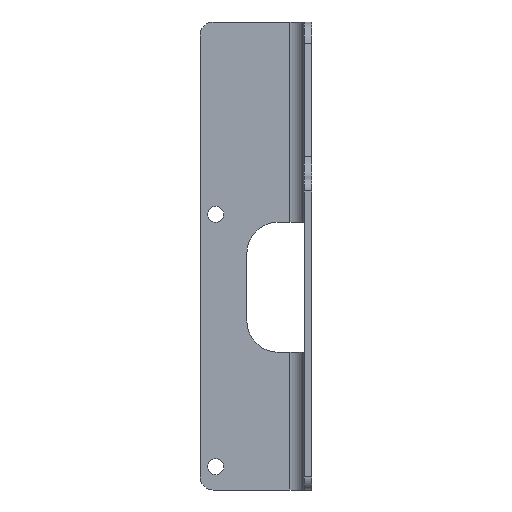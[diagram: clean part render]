
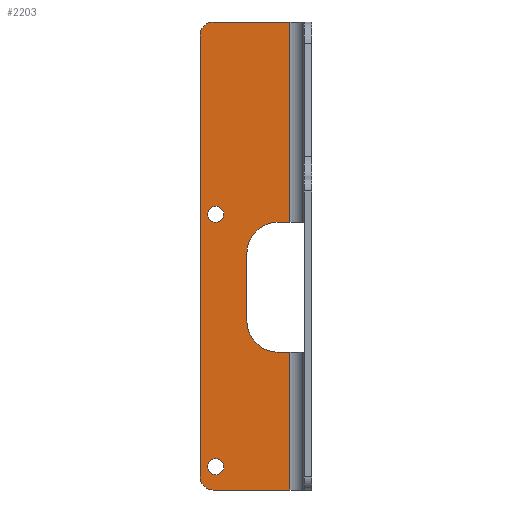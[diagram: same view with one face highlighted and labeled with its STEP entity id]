
A CAD part, front view. The second image highlights one B-rep face of the part: STEP entity #2203.
In plain terms, the highlighted planar face has unit normal (0, -1, 0).
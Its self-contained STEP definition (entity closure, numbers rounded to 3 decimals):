
#10 = AXIS2_PLACEMENT_3D ( 'NONE', #1866, #479, #1520 ) ;
#16 = CIRCLE ( 'NONE', #1500, 12. ) ;
#45 = LINE ( 'NONE', #1671, #729 ) ;
#77 = ORIENTED_EDGE ( 'NONE', *, *, #1223, .F. ) ;
#102 = ORIENTED_EDGE ( 'NONE', *, *, #543, .T. ) ;
#123 = CARTESIAN_POINT ( 'NONE',  ( -35., 100., 175. ) ) ;
#165 = DIRECTION ( 'NONE',  ( 0., 0., 1. ) ) ;
#192 = CARTESIAN_POINT ( 'NONE',  ( -5.5, 100., 53. ) ) ;
#194 = ORIENTED_EDGE ( 'NONE', *, *, #1754, .F. ) ;
#203 = VECTOR ( 'NONE', #165, 1000. ) ;
#216 = CARTESIAN_POINT ( 'NONE',  ( -35., 100., 5. ) ) ;
#222 = CARTESIAN_POINT ( 'NONE',  ( -40., 100., 175. ) ) ;
#223 = FACE_OUTER_BOUND ( 'NONE', #901, .T. ) ;
#230 = DIRECTION ( 'NONE',  ( 1., 0., 0. ) ) ;
#255 = LINE ( 'NONE', #1923, #628 ) ;
#265 = DIRECTION ( 'NONE',  ( 0., -1., 0. ) ) ;
#304 = PLANE ( 'NONE',  #2109 ) ;
#310 = DIRECTION ( 'NONE',  ( 1., 0., 0. ) ) ;
#325 = VERTEX_POINT ( 'NONE', #1682 ) ;
#357 = ORIENTED_EDGE ( 'NONE', *, *, #682, .F. ) ;
#371 = VERTEX_POINT ( 'NONE', #2016 ) ;
#375 = ORIENTED_EDGE ( 'NONE', *, *, #1191, .F. ) ;
#376 = DIRECTION ( 'NONE',  ( 1., 0., 0. ) ) ;
#377 = ORIENTED_EDGE ( 'NONE', *, *, #1315, .T. ) ;
#379 = CARTESIAN_POINT ( 'NONE',  ( -22., 100., 65. ) ) ;
#385 = DIRECTION ( 'NONE',  ( 0., 0., -1. ) ) ;
#391 = CARTESIAN_POINT ( 'NONE',  ( -5.5, 100., 180. ) ) ;
#443 = VERTEX_POINT ( 'NONE', #1248 ) ;
#453 = VERTEX_POINT ( 'NONE', #1759 ) ;
#463 = ORIENTED_EDGE ( 'NONE', *, *, #1176, .F. ) ;
#479 = DIRECTION ( 'NONE',  ( 0., -1., 0. ) ) ;
#483 = DIRECTION ( 'NONE',  ( 1., 0., 0. ) ) ;
#488 = ORIENTED_EDGE ( 'NONE', *, *, #1435, .F. ) ;
#510 = CIRCLE ( 'NONE', #10, 3.1 ) ;
#526 = DIRECTION ( 'NONE',  ( -1., 0., 0. ) ) ;
#533 = LINE ( 'NONE', #1884, #1984 ) ;
#536 = CARTESIAN_POINT ( 'NONE',  ( -34., 100., 106. ) ) ;
#543 = EDGE_CURVE ( 'NONE', #1893, #325, #45, .T. ) ;
#595 = EDGE_CURVE ( 'NONE', #1729, #443, #510, .T. ) ;
#612 = CARTESIAN_POINT ( 'NONE',  ( -10., 100., 103. ) ) ;
#628 = VECTOR ( 'NONE', #526, 1000. ) ;
#637 = EDGE_CURVE ( 'NONE', #1732, #913, #2006, .T. ) ;
#645 = CARTESIAN_POINT ( 'NONE',  ( 0., 100., 180. ) ) ;
#651 = DIRECTION ( 'NONE',  ( 0., -1., 0. ) ) ;
#653 = EDGE_CURVE ( 'NONE', #453, #671, #1256, .T. ) ;
#666 = CARTESIAN_POINT ( 'NONE',  ( -22., 100., 180. ) ) ;
#670 = DIRECTION ( 'NONE',  ( 1., 0., 0. ) ) ;
#671 = VERTEX_POINT ( 'NONE', #2218 ) ;
#682 = EDGE_CURVE ( 'NONE', #371, #1373, #533, .T. ) ;
#688 = VECTOR ( 'NONE', #1569, 1000. ) ;
#695 = AXIS2_PLACEMENT_3D ( 'NONE', #1504, #2190, #1162 ) ;
#704 = CIRCLE ( 'NONE', #1186, 3.1 ) ;
#711 = CIRCLE ( 'NONE', #1329, 5. ) ;
#725 = VERTEX_POINT ( 'NONE', #192 ) ;
#729 = VECTOR ( 'NONE', #824, 1000. ) ;
#749 = FACE_BOUND ( 'NONE', #813, .T. ) ;
#772 = DIRECTION ( 'NONE',  ( 1., 0., 0. ) ) ;
#783 = VERTEX_POINT ( 'NONE', #1985 ) ;
#813 = EDGE_LOOP ( 'NONE', ( #1817, #488 ) ) ;
#824 = DIRECTION ( 'NONE',  ( 0., 0., -1. ) ) ;
#858 = CARTESIAN_POINT ( 'NONE',  ( -34., 100., 106. ) ) ;
#895 = ORIENTED_EDGE ( 'NONE', *, *, #943, .T. ) ;
#901 = EDGE_LOOP ( 'NONE', ( #895, #2019, #102, #377, #357, #1431, #194, #1571, #1637, #1823, #375, #77 ) ) ;
#913 = VERTEX_POINT ( 'NONE', #612 ) ;
#943 = EDGE_CURVE ( 'NONE', #1227, #1870, #1171, .T. ) ;
#988 = DIRECTION ( 'NONE',  ( 1., 0., 0. ) ) ;
#1027 = CARTESIAN_POINT ( 'NONE',  ( -34., 100., 12.1 ) ) ;
#1084 = CARTESIAN_POINT ( 'NONE',  ( -35., 100., 0. ) ) ;
#1151 = DIRECTION ( 'NONE',  ( -1., 0., 0. ) ) ;
#1162 = DIRECTION ( 'NONE',  ( 1., 0., 0. ) ) ;
#1171 = LINE ( 'NONE', #645, #1625 ) ;
#1176 = EDGE_CURVE ( 'NONE', #671, #453, #1366, .T. ) ;
#1186 = AXIS2_PLACEMENT_3D ( 'NONE', #1632, #265, #772 ) ;
#1191 = EDGE_CURVE ( 'NONE', #1408, #913, #255, .T. ) ;
#1194 = CARTESIAN_POINT ( 'NONE',  ( -22., 100., 91. ) ) ;
#1209 = VECTOR ( 'NONE', #385, 1000. ) ;
#1215 = DIRECTION ( 'NONE',  ( 0., -1., 0. ) ) ;
#1223 = EDGE_CURVE ( 'NONE', #1227, #1408, #1336, .T. ) ;
#1227 = VERTEX_POINT ( 'NONE', #2088 ) ;
#1232 = VECTOR ( 'NONE', #310, 1000. ) ;
#1233 = VERTEX_POINT ( 'NONE', #379 ) ;
#1248 = CARTESIAN_POINT ( 'NONE',  ( -34., 100., 5.9 ) ) ;
#1256 = CIRCLE ( 'NONE', #1593, 3.1 ) ;
#1257 = LINE ( 'NONE', #391, #1209 ) ;
#1262 = AXIS2_PLACEMENT_3D ( 'NONE', #536, #1400, #376 ) ;
#1268 = DIRECTION ( 'NONE',  ( 0., -1., 0. ) ) ;
#1283 = LINE ( 'NONE', #666, #203 ) ;
#1315 = EDGE_CURVE ( 'NONE', #325, #1373, #1958, .T. ) ;
#1329 = AXIS2_PLACEMENT_3D ( 'NONE', #123, #2017, #988 ) ;
#1333 = EDGE_CURVE ( 'NONE', #725, #371, #1257, .T. ) ;
#1336 = LINE ( 'NONE', #1412, #688 ) ;
#1366 = CIRCLE ( 'NONE', #1262, 3.1 ) ;
#1373 = VERTEX_POINT ( 'NONE', #1084 ) ;
#1378 = DIRECTION ( 'NONE',  ( -1., 0., 0. ) ) ;
#1379 = AXIS2_PLACEMENT_3D ( 'NONE', #216, #1268, #230 ) ;
#1400 = DIRECTION ( 'NONE',  ( 0., -1., 0. ) ) ;
#1408 = VERTEX_POINT ( 'NONE', #1459 ) ;
#1412 = CARTESIAN_POINT ( 'NONE',  ( -5.5, 100., 180. ) ) ;
#1431 = ORIENTED_EDGE ( 'NONE', *, *, #1333, .F. ) ;
#1435 = EDGE_CURVE ( 'NONE', #443, #1729, #704, .T. ) ;
#1459 = CARTESIAN_POINT ( 'NONE',  ( -5.5, 100., 103. ) ) ;
#1500 = AXIS2_PLACEMENT_3D ( 'NONE', #1878, #1699, #483 ) ;
#1504 = CARTESIAN_POINT ( 'NONE',  ( -10., 100., 91. ) ) ;
#1514 = CARTESIAN_POINT ( 'NONE',  ( 0., 100., 180. ) ) ;
#1520 = DIRECTION ( 'NONE',  ( 1., 0., 0. ) ) ;
#1556 = FACE_BOUND ( 'NONE', #1795, .T. ) ;
#1569 = DIRECTION ( 'NONE',  ( 0., 0., -1. ) ) ;
#1571 = ORIENTED_EDGE ( 'NONE', *, *, #2077, .T. ) ;
#1593 = AXIS2_PLACEMENT_3D ( 'NONE', #858, #1215, #670 ) ;
#1606 = EDGE_CURVE ( 'NONE', #1870, #1893, #711, .T. ) ;
#1625 = VECTOR ( 'NONE', #1151, 1000. ) ;
#1632 = CARTESIAN_POINT ( 'NONE',  ( -34., 100., 9. ) ) ;
#1635 = EDGE_CURVE ( 'NONE', #1233, #1732, #1283, .T. ) ;
#1637 = ORIENTED_EDGE ( 'NONE', *, *, #1635, .T. ) ;
#1671 = CARTESIAN_POINT ( 'NONE',  ( -40., 100., 180. ) ) ;
#1682 = CARTESIAN_POINT ( 'NONE',  ( -40., 100., 5. ) ) ;
#1699 = DIRECTION ( 'NONE',  ( 0., 1., 0. ) ) ;
#1729 = VERTEX_POINT ( 'NONE', #1027 ) ;
#1732 = VERTEX_POINT ( 'NONE', #1194 ) ;
#1754 = EDGE_CURVE ( 'NONE', #783, #725, #2134, .T. ) ;
#1759 = CARTESIAN_POINT ( 'NONE',  ( -34., 100., 102.9 ) ) ;
#1795 = EDGE_LOOP ( 'NONE', ( #463, #2123 ) ) ;
#1798 = CARTESIAN_POINT ( 'NONE',  ( -35., 100., 180. ) ) ;
#1817 = ORIENTED_EDGE ( 'NONE', *, *, #595, .F. ) ;
#1823 = ORIENTED_EDGE ( 'NONE', *, *, #637, .T. ) ;
#1866 = CARTESIAN_POINT ( 'NONE',  ( -34., 100., 9. ) ) ;
#1869 = DIRECTION ( 'NONE',  ( 1., 0., 0. ) ) ;
#1870 = VERTEX_POINT ( 'NONE', #1798 ) ;
#1878 = CARTESIAN_POINT ( 'NONE',  ( -10., 100., 65. ) ) ;
#1884 = CARTESIAN_POINT ( 'NONE',  ( 0., 100., 0. ) ) ;
#1893 = VERTEX_POINT ( 'NONE', #222 ) ;
#1897 = CARTESIAN_POINT ( 'NONE',  ( 0., 100., 53. ) ) ;
#1923 = CARTESIAN_POINT ( 'NONE',  ( 0., 100., 103. ) ) ;
#1958 = CIRCLE ( 'NONE', #1379, 5. ) ;
#1984 = VECTOR ( 'NONE', #1378, 1000. ) ;
#1985 = CARTESIAN_POINT ( 'NONE',  ( -10., 100., 53. ) ) ;
#2006 = CIRCLE ( 'NONE', #695, 12. ) ;
#2016 = CARTESIAN_POINT ( 'NONE',  ( -5.5, 100., 0. ) ) ;
#2017 = DIRECTION ( 'NONE',  ( 0., -1., 0. ) ) ;
#2019 = ORIENTED_EDGE ( 'NONE', *, *, #1606, .T. ) ;
#2077 = EDGE_CURVE ( 'NONE', #783, #1233, #16, .T. ) ;
#2088 = CARTESIAN_POINT ( 'NONE',  ( -5.5, 100., 180. ) ) ;
#2109 = AXIS2_PLACEMENT_3D ( 'NONE', #1514, #651, #1869 ) ;
#2123 = ORIENTED_EDGE ( 'NONE', *, *, #653, .F. ) ;
#2134 = LINE ( 'NONE', #1897, #1232 ) ;
#2190 = DIRECTION ( 'NONE',  ( 0., 1., 0. ) ) ;
#2203 = ADVANCED_FACE ( 'NONE', ( #1556, #749, #223 ), #304, .T. ) ;
#2218 = CARTESIAN_POINT ( 'NONE',  ( -34., 100., 109.1 ) ) ;
